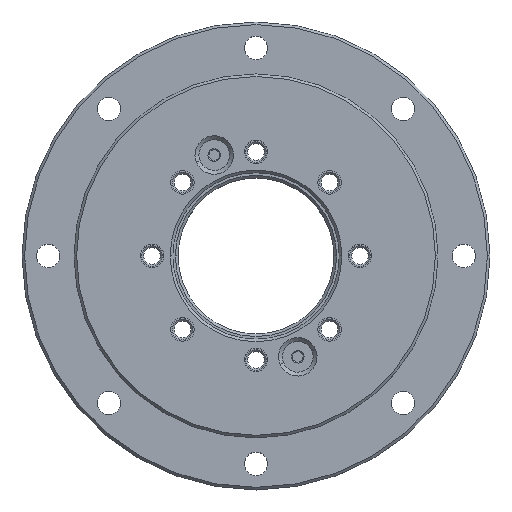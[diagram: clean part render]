
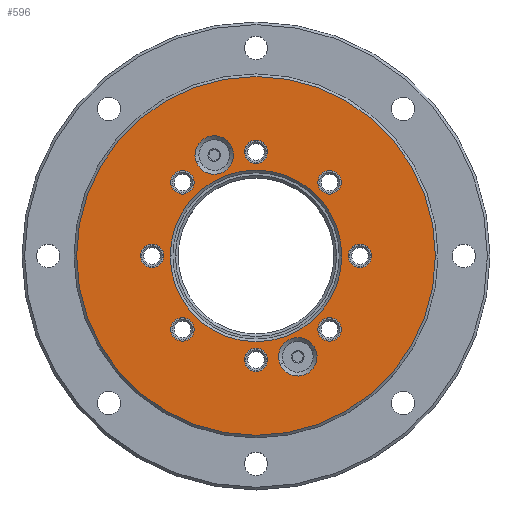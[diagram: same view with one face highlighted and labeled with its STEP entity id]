
A CAD part, top view. The second image highlights one B-rep face of the part: STEP entity #596.
In plain terms, the highlighted planar face has unit normal (0, 0, 1).
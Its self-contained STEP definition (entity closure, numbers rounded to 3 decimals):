
#596=ADVANCED_FACE('',(#1234,#1235,#1236,#1237,#1238,#1239,#1240,#1241,#1242,#1243,#1244,#1245),#1246,.T.);
#1234=FACE_BOUND('',#1899,.T.);
#1235=FACE_BOUND('',#1900,.T.);
#1236=FACE_BOUND('',#1901,.T.);
#1237=FACE_BOUND('',#1902,.T.);
#1238=FACE_BOUND('',#1903,.T.);
#1239=FACE_BOUND('',#1904,.T.);
#1240=FACE_BOUND('',#1905,.T.);
#1241=FACE_BOUND('',#1906,.T.);
#1242=FACE_BOUND('',#1907,.T.);
#1243=FACE_BOUND('',#1908,.T.);
#1244=FACE_OUTER_BOUND('',#1909,.T.);
#1245=FACE_BOUND('',#1910,.T.);
#1246=PLANE('',#1911);
#1899=EDGE_LOOP('',(#3449,#3450));
#1900=EDGE_LOOP('',(#3451,#3452));
#1901=EDGE_LOOP('',(#3453,#3454));
#1902=EDGE_LOOP('',(#3455,#3456));
#1903=EDGE_LOOP('',(#3457,#3458));
#1904=EDGE_LOOP('',(#3459,#3460));
#1905=EDGE_LOOP('',(#3461,#3462));
#1906=EDGE_LOOP('',(#3463,#3464));
#1907=EDGE_LOOP('',(#3465,#3466));
#1908=EDGE_LOOP('',(#3467,#3468));
#1909=EDGE_LOOP('',(#3469,#3470));
#1910=EDGE_LOOP('',(#3471,#3472));
#1911=AXIS2_PLACEMENT_3D('',#3473,#3474,#3475);
#3449=ORIENTED_EDGE('',*,*,#3923,.T.);
#3450=ORIENTED_EDGE('',*,*,#4075,.T.);
#3451=ORIENTED_EDGE('',*,*,#3918,.T.);
#3452=ORIENTED_EDGE('',*,*,#4077,.T.);
#3453=ORIENTED_EDGE('',*,*,#3774,.T.);
#3454=ORIENTED_EDGE('',*,*,#4174,.T.);
#3455=ORIENTED_EDGE('',*,*,#3769,.T.);
#3456=ORIENTED_EDGE('',*,*,#4176,.T.);
#3457=ORIENTED_EDGE('',*,*,#3764,.T.);
#3458=ORIENTED_EDGE('',*,*,#4178,.T.);
#3459=ORIENTED_EDGE('',*,*,#3759,.T.);
#3460=ORIENTED_EDGE('',*,*,#4180,.T.);
#3461=ORIENTED_EDGE('',*,*,#3754,.T.);
#3462=ORIENTED_EDGE('',*,*,#4182,.T.);
#3463=ORIENTED_EDGE('',*,*,#3749,.T.);
#3464=ORIENTED_EDGE('',*,*,#4184,.T.);
#3465=ORIENTED_EDGE('',*,*,#3744,.T.);
#3466=ORIENTED_EDGE('',*,*,#4186,.T.);
#3467=ORIENTED_EDGE('',*,*,#3739,.T.);
#3468=ORIENTED_EDGE('',*,*,#4188,.T.);
#3469=ORIENTED_EDGE('',*,*,#3725,.F.);
#3470=ORIENTED_EDGE('',*,*,#4195,.F.);
#3471=ORIENTED_EDGE('',*,*,#4193,.T.);
#3472=ORIENTED_EDGE('',*,*,#3729,.T.);
#3473=CARTESIAN_POINT('',(25.5,0.0,8.0));
#3474=DIRECTION('',(0.0,0.0,1.0));
#3475=DIRECTION('',(-1.0,0.0,0.0));
#3725=EDGE_CURVE('',#4406,#4408,#4409,.T.);
#3729=EDGE_CURVE('',#4415,#4412,#4416,.T.);
#3739=EDGE_CURVE('',#4425,#4429,#4431,.T.);
#3744=EDGE_CURVE('',#4434,#4438,#4440,.T.);
#3749=EDGE_CURVE('',#4443,#4447,#4449,.T.);
#3754=EDGE_CURVE('',#4452,#4456,#4458,.T.);
#3759=EDGE_CURVE('',#4461,#4465,#4467,.T.);
#3764=EDGE_CURVE('',#4470,#4474,#4476,.T.);
#3769=EDGE_CURVE('',#4479,#4483,#4485,.T.);
#3774=EDGE_CURVE('',#4488,#4492,#4494,.T.);
#3918=EDGE_CURVE('',#4722,#4726,#4728,.T.);
#3923=EDGE_CURVE('',#4731,#4735,#4737,.T.);
#4075=EDGE_CURVE('',#4735,#4731,#4949,.T.);
#4077=EDGE_CURVE('',#4726,#4722,#4951,.T.);
#4174=EDGE_CURVE('',#4492,#4488,#5048,.T.);
#4176=EDGE_CURVE('',#4483,#4479,#5050,.T.);
#4178=EDGE_CURVE('',#4474,#4470,#5052,.T.);
#4180=EDGE_CURVE('',#4465,#4461,#5054,.T.);
#4182=EDGE_CURVE('',#4456,#4452,#5056,.T.);
#4184=EDGE_CURVE('',#4447,#4443,#5058,.T.);
#4186=EDGE_CURVE('',#4438,#4434,#5060,.T.);
#4188=EDGE_CURVE('',#4429,#4425,#5062,.T.);
#4193=EDGE_CURVE('',#4412,#4415,#5067,.T.);
#4195=EDGE_CURVE('',#4408,#4406,#5069,.T.);
#4406=VERTEX_POINT('',#5326);
#4408=VERTEX_POINT('',#5329);
#4409=CIRCLE('',#5330,34.5);
#4412=VERTEX_POINT('',#5334);
#4415=VERTEX_POINT('',#5338);
#4416=CIRCLE('',#5339,16.5);
#4425=VERTEX_POINT('',#5351);
#4429=VERTEX_POINT('',#5356);
#4431=CIRCLE('',#5359,2.25);
#4434=VERTEX_POINT('',#5362);
#4438=VERTEX_POINT('',#5367);
#4440=CIRCLE('',#5370,2.25);
#4443=VERTEX_POINT('',#5373);
#4447=VERTEX_POINT('',#5378);
#4449=CIRCLE('',#5381,2.25);
#4452=VERTEX_POINT('',#5384);
#4456=VERTEX_POINT('',#5389);
#4458=CIRCLE('',#5392,2.25);
#4461=VERTEX_POINT('',#5395);
#4465=VERTEX_POINT('',#5400);
#4467=CIRCLE('',#5403,2.25);
#4470=VERTEX_POINT('',#5406);
#4474=VERTEX_POINT('',#5411);
#4476=CIRCLE('',#5414,2.25);
#4479=VERTEX_POINT('',#5417);
#4483=VERTEX_POINT('',#5422);
#4485=CIRCLE('',#5425,2.25);
#4488=VERTEX_POINT('',#5428);
#4492=VERTEX_POINT('',#5433);
#4494=CIRCLE('',#5436,2.25);
#4722=VERTEX_POINT('',#5728);
#4726=VERTEX_POINT('',#5733);
#4728=CIRCLE('',#5736,3.7);
#4731=VERTEX_POINT('',#5739);
#4735=VERTEX_POINT('',#5744);
#4737=CIRCLE('',#5747,3.7);
#4949=CIRCLE('',#6119,3.7);
#4951=CIRCLE('',#6121,3.7);
#5048=CIRCLE('',#6218,2.25);
#5050=CIRCLE('',#6220,2.25);
#5052=CIRCLE('',#6222,2.25);
#5054=CIRCLE('',#6224,2.25);
#5056=CIRCLE('',#6226,2.25);
#5058=CIRCLE('',#6228,2.25);
#5060=CIRCLE('',#6230,2.25);
#5062=CIRCLE('',#6232,2.25);
#5067=CIRCLE('',#6237,16.5);
#5069=CIRCLE('',#6239,34.5);
#5326=CARTESIAN_POINT('',(34.5,0.0,8.0));
#5329=CARTESIAN_POINT('',(-34.5,0.,8.0));
#5330=AXIS2_PLACEMENT_3D('',#6488,#6489,#6490);
#5334=CARTESIAN_POINT('',(16.5,0.0,8.0));
#5338=CARTESIAN_POINT('',(-16.5,0.,8.0));
#5339=AXIS2_PLACEMENT_3D('',#6493,#6494,#6495);
#5351=CARTESIAN_POINT('',(2.25,20.0,8.0));
#5356=CARTESIAN_POINT('',(-2.25,20.0,8.0));
#5359=AXIS2_PLACEMENT_3D('',#6507,#6508,#6509);
#5362=CARTESIAN_POINT('',(-12.551,15.733,8.0));
#5367=CARTESIAN_POINT('',(-15.733,12.551,8.0));
#5370=AXIS2_PLACEMENT_3D('',#6515,#6516,#6517);
#5373=CARTESIAN_POINT('',(-20.0,2.25,8.0));
#5378=CARTESIAN_POINT('',(-20.0,-2.25,8.0));
#5381=AXIS2_PLACEMENT_3D('',#6523,#6524,#6525);
#5384=CARTESIAN_POINT('',(-15.733,-12.551,8.0));
#5389=CARTESIAN_POINT('',(-12.551,-15.733,8.0));
#5392=AXIS2_PLACEMENT_3D('',#6531,#6532,#6533);
#5395=CARTESIAN_POINT('',(-2.25,-20.0,8.0));
#5400=CARTESIAN_POINT('',(2.25,-20.0,8.0));
#5403=AXIS2_PLACEMENT_3D('',#6539,#6540,#6541);
#5406=CARTESIAN_POINT('',(12.551,-15.733,8.0));
#5411=CARTESIAN_POINT('',(15.733,-12.551,8.0));
#5414=AXIS2_PLACEMENT_3D('',#6547,#6548,#6549);
#5417=CARTESIAN_POINT('',(20.0,-2.25,8.0));
#5422=CARTESIAN_POINT('',(20.0,2.25,8.0));
#5425=AXIS2_PLACEMENT_3D('',#6555,#6556,#6557);
#5428=CARTESIAN_POINT('',(15.733,12.551,8.0));
#5433=CARTESIAN_POINT('',(12.551,15.733,8.0));
#5436=AXIS2_PLACEMENT_3D('',#6563,#6564,#6565);
#5728=CARTESIAN_POINT('',(-4.618,20.817,8.0));
#5733=CARTESIAN_POINT('',(-11.455,17.986,8.0));
#5736=AXIS2_PLACEMENT_3D('',#6764,#6765,#6766);
#5739=CARTESIAN_POINT('',(4.618,-20.817,8.0));
#5744=CARTESIAN_POINT('',(11.455,-17.986,8.0));
#5747=AXIS2_PLACEMENT_3D('',#6772,#6773,#6774);
#6119=AXIS2_PLACEMENT_3D('',#6941,#6942,#6943);
#6121=AXIS2_PLACEMENT_3D('',#6944,#6945,#6946);
#6218=AXIS2_PLACEMENT_3D('',#7103,#7104,#7105);
#6220=AXIS2_PLACEMENT_3D('',#7106,#7107,#7108);
#6222=AXIS2_PLACEMENT_3D('',#7109,#7110,#7111);
#6224=AXIS2_PLACEMENT_3D('',#7112,#7113,#7114);
#6226=AXIS2_PLACEMENT_3D('',#7115,#7116,#7117);
#6228=AXIS2_PLACEMENT_3D('',#7118,#7119,#7120);
#6230=AXIS2_PLACEMENT_3D('',#7121,#7122,#7123);
#6232=AXIS2_PLACEMENT_3D('',#7124,#7125,#7126);
#6237=AXIS2_PLACEMENT_3D('',#7133,#7134,#7135);
#6239=AXIS2_PLACEMENT_3D('',#7136,#7137,#7138);
#6488=CARTESIAN_POINT('',(0.0,0.0,8.0));
#6489=DIRECTION('',(0.0,0.0,-1.0));
#6490=DIRECTION('',(1.0,0.0,0.0));
#6493=CARTESIAN_POINT('',(0.0,0.0,8.0));
#6494=DIRECTION('',(0.0,0.0,-1.0));
#6495=DIRECTION('',(1.0,0.0,0.0));
#6507=CARTESIAN_POINT('',(0.0,20.0,8.0));
#6508=DIRECTION('',(0.0,0.0,-1.0));
#6509=DIRECTION('',(1.0,0.0,0.0));
#6515=CARTESIAN_POINT('',(-14.142,14.142,8.0));
#6516=DIRECTION('',(0.0,0.0,-1.0));
#6517=DIRECTION('',(0.707,0.707,0.0));
#6523=CARTESIAN_POINT('',(-20.0,0.0,8.0));
#6524=DIRECTION('',(0.0,0.0,-1.0));
#6525=DIRECTION('',(0.0,1.0,0.0));
#6531=CARTESIAN_POINT('',(-14.142,-14.142,8.0));
#6532=DIRECTION('',(-0.0,0.0,-1.0));
#6533=DIRECTION('',(-0.707,0.707,0.0));
#6539=CARTESIAN_POINT('',(0.0,-20.0,8.0));
#6540=DIRECTION('',(-0.0,0.0,-1.0));
#6541=DIRECTION('',(-1.0,0.0,0.0));
#6547=CARTESIAN_POINT('',(14.142,-14.142,8.0));
#6548=DIRECTION('',(-0.0,0.0,-1.0));
#6549=DIRECTION('',(-0.707,-0.707,0.0));
#6555=CARTESIAN_POINT('',(20.0,0.0,8.0));
#6556=DIRECTION('',(-0.0,-0.0,-1.0));
#6557=DIRECTION('',(0.0,-1.0,0.0));
#6563=CARTESIAN_POINT('',(14.142,14.142,8.0));
#6564=DIRECTION('',(0.0,-0.0,-1.0));
#6565=DIRECTION('',(0.707,-0.707,0.0));
#6764=CARTESIAN_POINT('',(-8.036,19.401,8.0));
#6765=DIRECTION('',(0.0,0.0,-1.0));
#6766=DIRECTION('',(0.924,0.383,0.0));
#6772=CARTESIAN_POINT('',(8.036,-19.401,8.0));
#6773=DIRECTION('',(-0.0,0.0,-1.0));
#6774=DIRECTION('',(-0.924,-0.383,0.0));
#6941=CARTESIAN_POINT('',(8.036,-19.401,8.0));
#6942=DIRECTION('',(-0.0,0.0,-1.0));
#6943=DIRECTION('',(-0.924,-0.383,0.0));
#6944=CARTESIAN_POINT('',(-8.036,19.401,8.0));
#6945=DIRECTION('',(0.0,0.0,-1.0));
#6946=DIRECTION('',(0.924,0.383,0.0));
#7103=CARTESIAN_POINT('',(14.142,14.142,8.0));
#7104=DIRECTION('',(0.0,-0.0,-1.0));
#7105=DIRECTION('',(0.707,-0.707,0.0));
#7106=CARTESIAN_POINT('',(20.0,0.0,8.0));
#7107=DIRECTION('',(-0.0,-0.0,-1.0));
#7108=DIRECTION('',(0.0,-1.0,0.0));
#7109=CARTESIAN_POINT('',(14.142,-14.142,8.0));
#7110=DIRECTION('',(-0.0,0.0,-1.0));
#7111=DIRECTION('',(-0.707,-0.707,0.0));
#7112=CARTESIAN_POINT('',(0.0,-20.0,8.0));
#7113=DIRECTION('',(-0.0,0.0,-1.0));
#7114=DIRECTION('',(-1.0,0.0,0.0));
#7115=CARTESIAN_POINT('',(-14.142,-14.142,8.0));
#7116=DIRECTION('',(-0.0,0.0,-1.0));
#7117=DIRECTION('',(-0.707,0.707,0.0));
#7118=CARTESIAN_POINT('',(-20.0,0.0,8.0));
#7119=DIRECTION('',(0.0,0.0,-1.0));
#7120=DIRECTION('',(0.0,1.0,0.0));
#7121=CARTESIAN_POINT('',(-14.142,14.142,8.0));
#7122=DIRECTION('',(0.0,0.0,-1.0));
#7123=DIRECTION('',(0.707,0.707,0.0));
#7124=CARTESIAN_POINT('',(0.0,20.0,8.0));
#7125=DIRECTION('',(0.0,0.0,-1.0));
#7126=DIRECTION('',(1.0,0.0,0.0));
#7133=CARTESIAN_POINT('',(0.0,0.0,8.0));
#7134=DIRECTION('',(0.0,0.0,-1.0));
#7135=DIRECTION('',(1.0,0.0,0.0));
#7136=CARTESIAN_POINT('',(0.0,0.0,8.0));
#7137=DIRECTION('',(0.0,0.0,-1.0));
#7138=DIRECTION('',(1.0,0.0,0.0));
